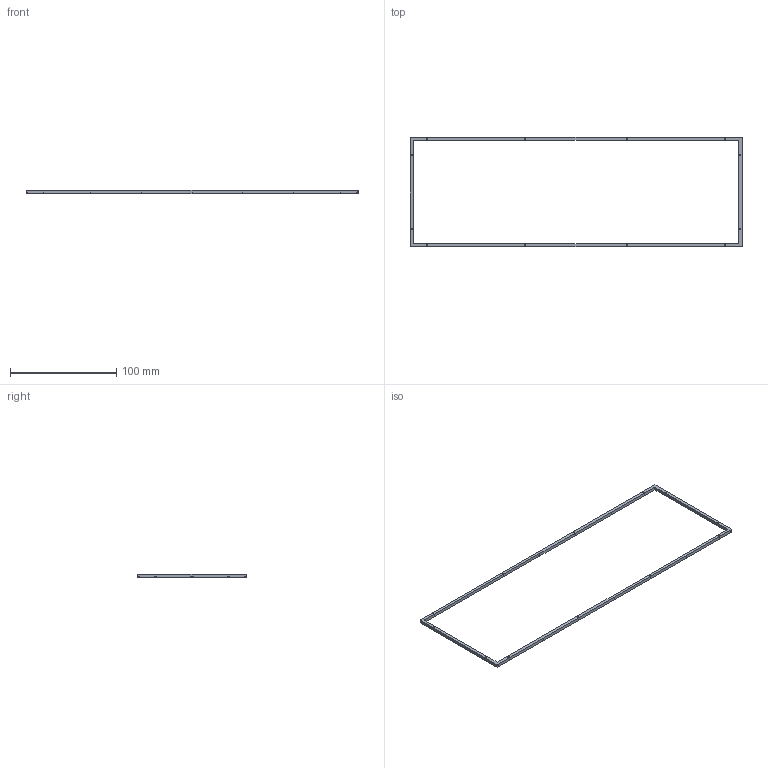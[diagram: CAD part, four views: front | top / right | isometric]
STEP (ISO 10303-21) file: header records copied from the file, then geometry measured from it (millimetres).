
FILE_DESCRIPTION (( 'STEP AP203' ), '1' );
FILE_NAME ('奻裔1.STEP', '2023-06-11T09:50:58', ( '' ), ( '' ), 'SwSTEP 2.0', 'SolidWorks 2023', '' );
FILE_SCHEMA (( 'CONFIG_CONTROL_DESIGN' ));
Length unit declared in the file: millimetre
Products named in the file (1): 上盖1
Bounding box: 312.65 x 103.25 x 3 mm (x, y, z)
Volume: 7248.2 mm3; surface area: 10083.3 mm2
Topology: 1 solids, 1 shells, 114 faces, 264 edges, 176 vertices
Faces by surface type: cylinder 80, plane 34
Entity records: 3455 total; most frequent: DIRECTION 654, CARTESIAN_POINT 555, ORIENTED_EDGE 528, AXIS2_PLACEMENT_3D 275, EDGE_CURVE 264, VERTEX_POINT 176, EDGE_LOOP 164, CIRCLE 160
